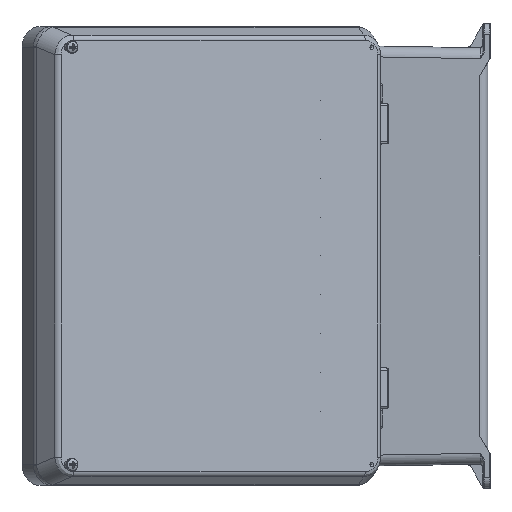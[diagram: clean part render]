
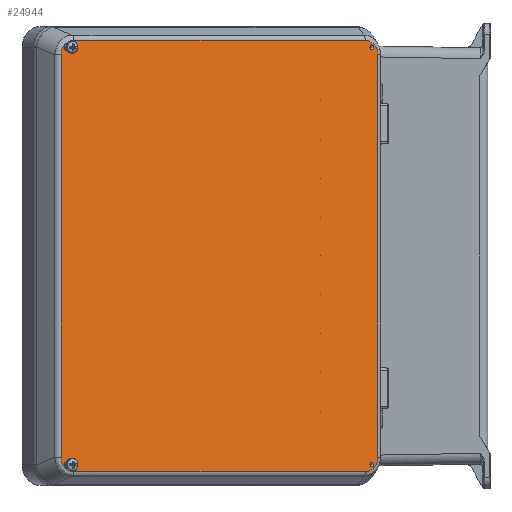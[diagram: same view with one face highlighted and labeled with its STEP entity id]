
A CAD part, left-side view. The second image highlights one B-rep face of the part: STEP entity #24944.
In plain terms, the highlighted face is planar.
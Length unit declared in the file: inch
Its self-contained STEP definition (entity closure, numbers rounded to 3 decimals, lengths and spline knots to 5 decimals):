
#471 = EDGE_CURVE ( 'NONE', #4434, #31178, #5125, .T. ) ;
#516 = CARTESIAN_POINT ( 'NONE',  ( 4.80436, 1.62205, -12.91656 ) ) ;
#666 = DIRECTION ( 'NONE',  ( 0., 0., 1. ) ) ;
#796 = LINE ( 'NONE', #516, #1070 ) ;
#837 = CARTESIAN_POINT ( 'NONE',  ( -5.08999, 1.62205, -12.91656 ) ) ;
#1070 = VECTOR ( 'NONE', #3294, 39.37008 ) ;
#1889 = CARTESIAN_POINT ( 'NONE',  ( 5.25908, 1.62205, -0.56749 ) ) ;
#2151 = CARTESIAN_POINT ( 'NONE',  ( 5.05906, 1.62205, -0.49409 ) ) ;
#3013 =( BOUNDED_CURVE ( )  B_SPLINE_CURVE ( 3, ( #5820, #3067, #11308, #30004 ),
 .UNSPECIFIED., .F., .F. ) 
 B_SPLINE_CURVE_WITH_KNOTS ( ( 4, 4 ),
 ( 2.40401, 3.87917 ),
 .UNSPECIFIED. ) 
 CURVE ( )  GEOMETRIC_REPRESENTATION_ITEM ( )  RATIONAL_B_SPLINE_CURVE ( ( 1., 0.827, 0.827, 1. ) ) 
 REPRESENTATION_ITEM ( '' )  );
#3067 = CARTESIAN_POINT ( 'NONE',  ( 5.08999, 1.62205, -12.91656 ) ) ;
#3119 = CARTESIAN_POINT ( 'NONE',  ( -5.05906, 1.62205, -12.71654 ) ) ;
#3281 = VERTEX_POINT ( 'NONE', #6176 ) ;
#3294 = DIRECTION ( 'NONE',  ( 1., 0., 0. ) ) ;
#3388 =( BOUNDED_CURVE ( )  B_SPLINE_CURVE ( 3, ( #28753, #10019, #1889, #20852 ),
 .UNSPECIFIED., .F., .F. ) 
 B_SPLINE_CURVE_WITH_KNOTS ( ( 4, 4 ),
 ( 2.40401, 3.87917 ),
 .UNSPECIFIED. ) 
 CURVE ( )  GEOMETRIC_REPRESENTATION_ITEM ( )  RATIONAL_B_SPLINE_CURVE ( ( 1., 0.827, 0.827, 1. ) ) 
 REPRESENTATION_ITEM ( '' )  );
#3425 = AXIS2_PLACEMENT_3D ( 'NONE', #15022, #33598, #17701 ) ;
#3865 = EDGE_CURVE ( 'NONE', #26842, #26842, #16242, .T. ) ;
#4266 = FACE_BOUND ( 'NONE', #9114, .T. ) ;
#4285 = CARTESIAN_POINT ( 'NONE',  ( 5.65748, 1.62205, 0. ) ) ;
#4434 = VERTEX_POINT ( 'NONE', #12609 ) ;
#4597 = FACE_OUTER_BOUND ( 'NONE', #16164, .T. ) ;
#4604 = FACE_BOUND ( 'NONE', #12097, .T. ) ;
#4637 = FACE_BOUND ( 'NONE', #30959, .T. ) ;
#4661 = VERTEX_POINT ( 'NONE', #21729 ) ;
#4692 = CARTESIAN_POINT ( 'NONE',  ( 5.05906, 1.62205, -12.71654 ) ) ;
#4900 = VECTOR ( 'NONE', #12200, 39.37008 ) ;
#4932 = FACE_BOUND ( 'NONE', #7647, .T. ) ;
#5042 = VERTEX_POINT ( 'NONE', #34192 ) ;
#5125 = LINE ( 'NONE', #12436, #4900 ) ;
#5343 = EDGE_CURVE ( 'NONE', #32235, #32235, #33735, .T. ) ;
#5612 = EDGE_CURVE ( 'NONE', #14678, #4434, #6099, .T. ) ;
#5820 = CARTESIAN_POINT ( 'NONE',  ( 4.83972, 1.62205, -12.91656 ) ) ;
#5881 = DIRECTION ( 'NONE',  ( 0., 0., -1. ) ) ;
#6099 =( BOUNDED_CURVE ( )  B_SPLINE_CURVE ( 3, ( #21264, #26596, #10544, #29292 ),
 .UNSPECIFIED., .F., .T. ) 
 B_SPLINE_CURVE_WITH_KNOTS ( ( 4, 4 ),
 ( 2.40401, 3.87917 ),
 .UNSPECIFIED. ) 
 CURVE ( )  GEOMETRIC_REPRESENTATION_ITEM ( )  RATIONAL_B_SPLINE_CURVE ( ( 1., 0.827, 0.827, 1. ) ) 
 REPRESENTATION_ITEM ( '' )  );
#6176 = CARTESIAN_POINT ( 'NONE',  ( 4.83972, 1.62205, -0.3984 ) ) ;
#6387 = CARTESIAN_POINT ( 'NONE',  ( -5.25908, 1.62205, -12.4972 ) ) ;
#6671 = AXIS2_PLACEMENT_3D ( 'NONE', #3119, #22033, #5881 ) ;
#6881 = CARTESIAN_POINT ( 'NONE',  ( 4.83972, 1.62205, -12.91656 ) ) ;
#7037 = DIRECTION ( 'NONE',  ( 0., 0., -1. ) ) ;
#7435 = DIRECTION ( 'NONE',  ( 0., 0., -1. ) ) ;
#7647 = EDGE_LOOP ( 'NONE', ( #13512 ) ) ;
#8228 = CARTESIAN_POINT ( 'NONE',  ( 4.80436, 1.62205, -0.3984 ) ) ;
#8824 = CARTESIAN_POINT ( 'NONE',  ( -5.05906, 1.62205, -0.53543 ) ) ;
#9114 = EDGE_LOOP ( 'NONE', ( #30702 ) ) ;
#9459 = EDGE_CURVE ( 'NONE', #14842, #5042, #28365, .T. ) ;
#9626 = PLANE ( 'NONE',  #18046 ) ;
#9822 = AXIS2_PLACEMENT_3D ( 'NONE', #4692, #23518, #7435 ) ;
#10019 = CARTESIAN_POINT ( 'NONE',  ( 5.08999, 1.62205, -0.3984 ) ) ;
#10066 = CARTESIAN_POINT ( 'NONE',  ( -4.83972, 1.62205, -0.3984 ) ) ;
#10544 = CARTESIAN_POINT ( 'NONE',  ( -5.25908, 1.62205, -0.56749 ) ) ;
#10855 = ORIENTED_EDGE ( 'NONE', *, *, #3865, .F. ) ;
#11308 = CARTESIAN_POINT ( 'NONE',  ( 5.25908, 1.62205, -12.74747 ) ) ;
#11334 = VERTEX_POINT ( 'NONE', #8824 ) ;
#11359 = VERTEX_POINT ( 'NONE', #18861 ) ;
#12097 = EDGE_LOOP ( 'NONE', ( #31553 ) ) ;
#12200 = DIRECTION ( 'NONE',  ( 0., 0., -1. ) ) ;
#12229 = EDGE_CURVE ( 'NONE', #11359, #11359, #12772, .T. ) ;
#12349 =( BOUNDED_CURVE ( )  B_SPLINE_CURVE ( 3, ( #27745, #837, #22507, #6387 ),
 .UNSPECIFIED., .F., .F. ) 
 B_SPLINE_CURVE_WITH_KNOTS ( ( 4, 4 ),
 ( 2.40401, 3.87917 ),
 .UNSPECIFIED. ) 
 CURVE ( )  GEOMETRIC_REPRESENTATION_ITEM ( )  RATIONAL_B_SPLINE_CURVE ( ( 1., 0.827, 0.827, 1. ) ) 
 REPRESENTATION_ITEM ( '' )  );
#12436 = CARTESIAN_POINT ( 'NONE',  ( -5.25908, 1.62205, -6.65748 ) ) ;
#12609 = CARTESIAN_POINT ( 'NONE',  ( -5.25908, 1.62205, -0.81776 ) ) ;
#12767 = CARTESIAN_POINT ( 'NONE',  ( -5.25908, 1.62205, -12.4972 ) ) ;
#12772 = CIRCLE ( 'NONE', #9822, 0.10433 ) ;
#13008 = DIRECTION ( 'NONE',  ( 0., 0., -1. ) ) ;
#13462 = ORIENTED_EDGE ( 'NONE', *, *, #5612, .F. ) ;
#13475 = DIRECTION ( 'NONE',  ( 1., 0., 0. ) ) ;
#13512 = ORIENTED_EDGE ( 'NONE', *, *, #26100, .F. ) ;
#14071 = AXIS2_PLACEMENT_3D ( 'NONE', #32913, #17028, #666 ) ;
#14303 = EDGE_CURVE ( 'NONE', #14678, #3281, #25279, .T. ) ;
#14678 = VERTEX_POINT ( 'NONE', #10066 ) ;
#14842 = VERTEX_POINT ( 'NONE', #19274 ) ;
#15022 = CARTESIAN_POINT ( 'NONE',  ( 5.05906, 1.62205, -0.59843 ) ) ;
#16164 = EDGE_LOOP ( 'NONE', ( #32219, #23548, #29583, #32909, #29657, #13462, #19969, #30432 ) ) ;
#16242 = CIRCLE ( 'NONE', #3425, 0.10433 ) ;
#17028 = DIRECTION ( 'NONE',  ( 0., 1., 0. ) ) ;
#17701 = DIRECTION ( 'NONE',  ( 0., 0., 1. ) ) ;
#18046 = AXIS2_PLACEMENT_3D ( 'NONE', #4285, #23128, #7037 ) ;
#18861 = CARTESIAN_POINT ( 'NONE',  ( 5.05906, 1.62205, -12.82087 ) ) ;
#19274 = CARTESIAN_POINT ( 'NONE',  ( 5.25908, 1.62205, -0.81776 ) ) ;
#19906 = EDGE_CURVE ( 'NONE', #20057, #5042, #3013, .T. ) ;
#19969 = ORIENTED_EDGE ( 'NONE', *, *, #14303, .T. ) ;
#20057 = VERTEX_POINT ( 'NONE', #6881 ) ;
#20852 = CARTESIAN_POINT ( 'NONE',  ( 5.25908, 1.62205, -0.81776 ) ) ;
#21264 = CARTESIAN_POINT ( 'NONE',  ( -4.83972, 1.62205, -0.3984 ) ) ;
#21729 = CARTESIAN_POINT ( 'NONE',  ( -4.83972, 1.62205, -12.91656 ) ) ;
#22033 = DIRECTION ( 'NONE',  ( 0., -1., 0. ) ) ;
#22507 = CARTESIAN_POINT ( 'NONE',  ( -5.25908, 1.62205, -12.74747 ) ) ;
#23128 = DIRECTION ( 'NONE',  ( 0., -1., 0. ) ) ;
#23518 = DIRECTION ( 'NONE',  ( 0., -1., 0. ) ) ;
#23548 = ORIENTED_EDGE ( 'NONE', *, *, #19906, .F. ) ;
#24944 = ADVANCED_FACE ( 'NONE', ( #4932, #4637, #4597, #4604, #4266 ), #9626, .F. ) ;
#25086 = VECTOR ( 'NONE', #13008, 39.37008 ) ;
#25218 = VECTOR ( 'NONE', #13475, 39.37008 ) ;
#25279 = LINE ( 'NONE', #8228, #25218 ) ;
#25297 = EDGE_CURVE ( 'NONE', #4661, #20057, #796, .T. ) ;
#26100 = EDGE_CURVE ( 'NONE', #11334, #11334, #28495, .T. ) ;
#26596 = CARTESIAN_POINT ( 'NONE',  ( -5.08999, 1.62205, -0.3984 ) ) ;
#26842 = VERTEX_POINT ( 'NONE', #2151 ) ;
#27745 = CARTESIAN_POINT ( 'NONE',  ( -4.83972, 1.62205, -12.91656 ) ) ;
#28365 = LINE ( 'NONE', #31626, #25086 ) ;
#28495 = CIRCLE ( 'NONE', #14071, 0.06299 ) ;
#28753 = CARTESIAN_POINT ( 'NONE',  ( 4.83972, 1.62205, -0.3984 ) ) ;
#29292 = CARTESIAN_POINT ( 'NONE',  ( -5.25908, 1.62205, -0.81776 ) ) ;
#29363 = EDGE_CURVE ( 'NONE', #3281, #14842, #3388, .T. ) ;
#29583 = ORIENTED_EDGE ( 'NONE', *, *, #25297, .F. ) ;
#29657 = ORIENTED_EDGE ( 'NONE', *, *, #471, .F. ) ;
#30004 = CARTESIAN_POINT ( 'NONE',  ( 5.25908, 1.62205, -12.4972 ) ) ;
#30432 = ORIENTED_EDGE ( 'NONE', *, *, #29363, .T. ) ;
#30474 = EDGE_CURVE ( 'NONE', #4661, #31178, #12349, .T. ) ;
#30702 = ORIENTED_EDGE ( 'NONE', *, *, #12229, .T. ) ;
#30959 = EDGE_LOOP ( 'NONE', ( #10855 ) ) ;
#31178 = VERTEX_POINT ( 'NONE', #12767 ) ;
#31553 = ORIENTED_EDGE ( 'NONE', *, *, #5343, .T. ) ;
#31626 = CARTESIAN_POINT ( 'NONE',  ( 5.25908, 1.62205, -6.65748 ) ) ;
#31762 = CARTESIAN_POINT ( 'NONE',  ( -5.05906, 1.62205, -12.77953 ) ) ;
#32219 = ORIENTED_EDGE ( 'NONE', *, *, #9459, .T. ) ;
#32235 = VERTEX_POINT ( 'NONE', #31762 ) ;
#32909 = ORIENTED_EDGE ( 'NONE', *, *, #30474, .T. ) ;
#32913 = CARTESIAN_POINT ( 'NONE',  ( -5.05906, 1.62205, -0.59843 ) ) ;
#33598 = DIRECTION ( 'NONE',  ( 0., 1., 0. ) ) ;
#33735 = CIRCLE ( 'NONE', #6671, 0.06299 ) ;
#34192 = CARTESIAN_POINT ( 'NONE',  ( 5.25908, 1.62205, -12.4972 ) ) ;
